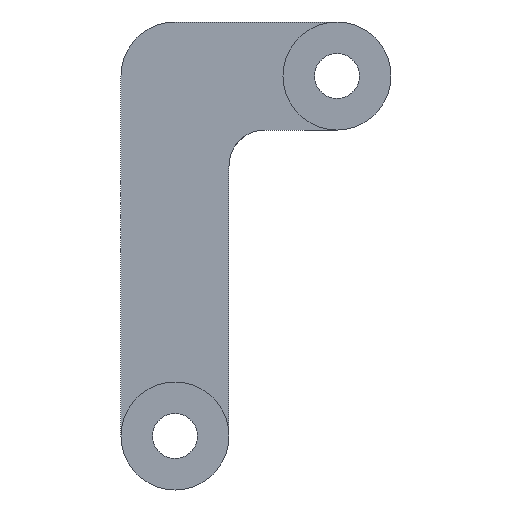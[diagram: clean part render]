
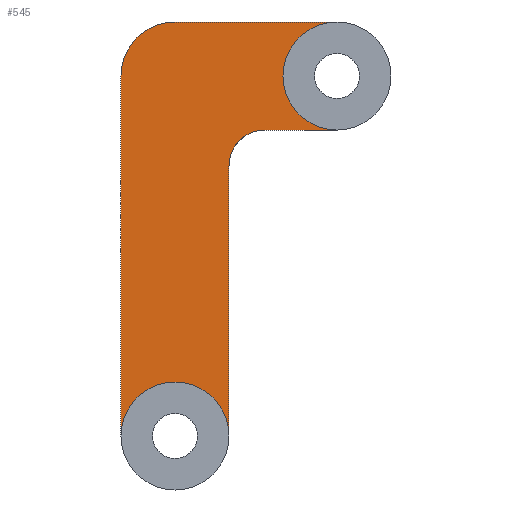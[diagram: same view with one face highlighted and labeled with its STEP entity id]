
A CAD part, front view. The second image highlights one B-rep face of the part: STEP entity #545.
In plain terms, the highlighted planar face has unit normal (0, -1, 0).
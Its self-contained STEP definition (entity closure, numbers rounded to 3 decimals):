
#206=CARTESIAN_POINT('Vertex',(-6.,2.,-5.)) ;
#209=CARTESIAN_POINT('Line Origine',(-6.,2.,-12.5)) ;
#213=CARTESIAN_POINT('Vertex',(-6.,2.,-20.)) ;
#299=CARTESIAN_POINT('Vertex',(-4.,2.,-3.)) ;
#302=CARTESIAN_POINT('Axis2P3D Location',(-4.,2.,-5.)) ;
#481=CARTESIAN_POINT('Axis2P3D Location',(0.,2.,0.)) ;
#487=CARTESIAN_POINT('Line Origine',(-2.,2.,-3.)) ;
#491=CARTESIAN_POINT('Vertex',(0.,2.,-3.)) ;
#494=CARTESIAN_POINT('Axis2P3D Location',(0.,2.,0.)) ;
#498=CARTESIAN_POINT('Vertex',(-3.,2.,0.)) ;
#501=CARTESIAN_POINT('Axis2P3D Location',(0.,2.,0.)) ;
#505=CARTESIAN_POINT('Vertex',(0.,2.,3.)) ;
#508=CARTESIAN_POINT('Line Origine',(-4.5,2.,3.)) ;
#512=CARTESIAN_POINT('Vertex',(-9.,2.,3.)) ;
#515=CARTESIAN_POINT('Axis2P3D Location',(-9.,2.,0.)) ;
#519=CARTESIAN_POINT('Vertex',(-12.,2.,0.)) ;
#522=CARTESIAN_POINT('Line Origine',(-12.,2.,-10.)) ;
#526=CARTESIAN_POINT('Vertex',(-12.,2.,-20.)) ;
#529=CARTESIAN_POINT('Axis2P3D Location',(-9.,2.,-20.)) ;
#211=VECTOR('Line Direction',#210,1.) ;
#489=VECTOR('Line Direction',#488,1.) ;
#510=VECTOR('Line Direction',#509,1.) ;
#524=VECTOR('Line Direction',#523,1.) ;
#210=DIRECTION('Vector Direction',(0.,0.,-1.)) ;
#303=DIRECTION('Axis2P3D Direction',(0.,1.,0.)) ;
#482=DIRECTION('Axis2P3D Direction',(0.,1.,-0.)) ;
#483=DIRECTION('Axis2P3D XDirection',(-1.,0.,0.)) ;
#488=DIRECTION('Vector Direction',(-1.,0.,0.)) ;
#495=DIRECTION('Axis2P3D Direction',(0.,1.,-0.)) ;
#502=DIRECTION('Axis2P3D Direction',(0.,1.,-0.)) ;
#509=DIRECTION('Vector Direction',(-1.,0.,0.)) ;
#516=DIRECTION('Axis2P3D Direction',(0.,1.,-0.)) ;
#523=DIRECTION('Vector Direction',(0.,0.,-1.)) ;
#530=DIRECTION('Axis2P3D Direction',(0.,1.,-0.)) ;
#304=AXIS2_PLACEMENT_3D('Circle Axis2P3D',#302,#303,$) ;
#484=AXIS2_PLACEMENT_3D('Plane Axis2P3D',#481,#482,#483) ;
#496=AXIS2_PLACEMENT_3D('Circle Axis2P3D',#494,#495,$) ;
#503=AXIS2_PLACEMENT_3D('Circle Axis2P3D',#501,#502,$) ;
#517=AXIS2_PLACEMENT_3D('Circle Axis2P3D',#515,#516,$) ;
#531=AXIS2_PLACEMENT_3D('Circle Axis2P3D',#529,#530,$) ;
#212=LINE('Line',#209,#211) ;
#490=LINE('Line',#487,#489) ;
#511=LINE('Line',#508,#510) ;
#525=LINE('Line',#522,#524) ;
#305=CIRCLE('generated circle',#304,2.) ;
#497=CIRCLE('generated circle',#496,3.) ;
#504=CIRCLE('generated circle',#503,3.) ;
#518=CIRCLE('generated circle',#517,3.) ;
#532=CIRCLE('generated circle',#531,3.) ;
#485=PLANE('',#484) ;
#215=EDGE_CURVE('',#207,#214,#212,.T.) ;
#306=EDGE_CURVE('',#207,#300,#305,.T.) ;
#493=EDGE_CURVE('',#492,#300,#490,.T.) ;
#500=EDGE_CURVE('',#492,#499,#497,.T.) ;
#507=EDGE_CURVE('',#499,#506,#504,.T.) ;
#514=EDGE_CURVE('',#513,#506,#511,.F.) ;
#521=EDGE_CURVE('',#520,#513,#518,.T.) ;
#528=EDGE_CURVE('',#527,#520,#525,.F.) ;
#533=EDGE_CURVE('',#527,#214,#532,.T.) ;
#534=EDGE_LOOP('',(#535,#536,#537,#538,#539,#540,#541,#542,#543)) ;
#535=ORIENTED_EDGE('',*,*,#493,.F.) ;
#536=ORIENTED_EDGE('',*,*,#500,.T.) ;
#537=ORIENTED_EDGE('',*,*,#507,.T.) ;
#538=ORIENTED_EDGE('',*,*,#514,.F.) ;
#539=ORIENTED_EDGE('',*,*,#521,.F.) ;
#540=ORIENTED_EDGE('',*,*,#528,.F.) ;
#541=ORIENTED_EDGE('',*,*,#533,.T.) ;
#542=ORIENTED_EDGE('',*,*,#215,.F.) ;
#543=ORIENTED_EDGE('',*,*,#306,.T.) ;
#207=VERTEX_POINT('',#206) ;
#214=VERTEX_POINT('',#213) ;
#300=VERTEX_POINT('',#299) ;
#492=VERTEX_POINT('',#491) ;
#499=VERTEX_POINT('',#498) ;
#506=VERTEX_POINT('',#505) ;
#513=VERTEX_POINT('',#512) ;
#520=VERTEX_POINT('',#519) ;
#527=VERTEX_POINT('',#526) ;
#545=ADVANCED_FACE('PartBody',(#544),#485,.F.) ;
#544=FACE_OUTER_BOUND('',#534,.T.) ;
